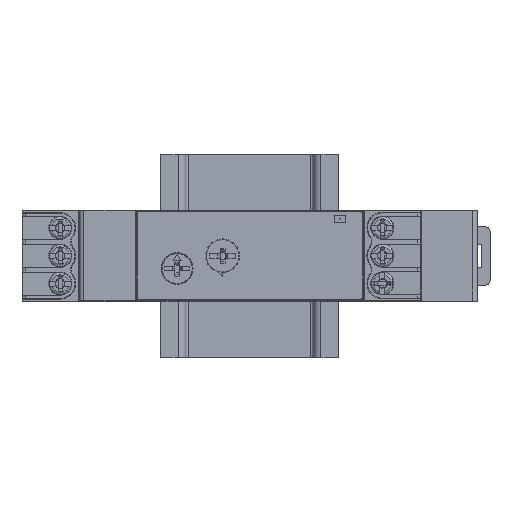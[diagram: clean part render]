
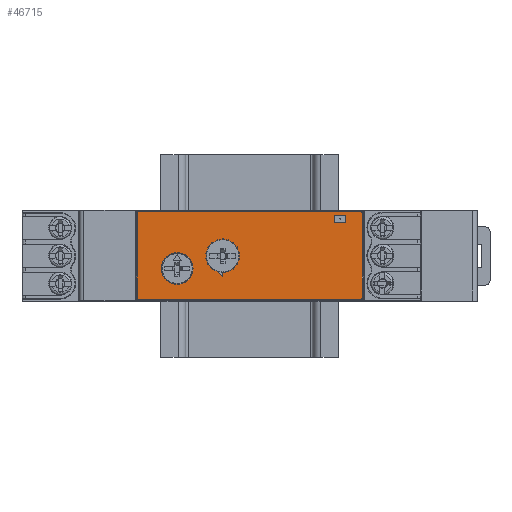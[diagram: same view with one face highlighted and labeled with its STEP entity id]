
A CAD part, top view. The second image highlights one B-rep face of the part: STEP entity #46715.
In plain terms, the highlighted planar face has unit normal (0, 0, 1).
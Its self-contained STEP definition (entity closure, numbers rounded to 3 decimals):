
#793=CIRCLE('',#51140,3.15);
#794=CIRCLE('',#51141,3.06);
#795=CIRCLE('',#51142,2.7);
#796=CIRCLE('',#51143,3.06);
#797=CIRCLE('',#51144,2.7);
#1779=B_SPLINE_CURVE_WITH_KNOTS('',3,(#74001,#74002,#74003,#74004),
 .UNSPECIFIED.,.F.,.F.,(4,4),(0.,1.),.UNSPECIFIED.);
#1780=B_SPLINE_CURVE_WITH_KNOTS('',3,(#74023,#74024,#74025,#74026),
 .UNSPECIFIED.,.F.,.F.,(4,4),(0.,1.),.UNSPECIFIED.);
#1781=B_SPLINE_CURVE_WITH_KNOTS('',3,(#74027,#74028,#74029,#74030),
 .UNSPECIFIED.,.F.,.F.,(4,4),(0.,1.),.UNSPECIFIED.);
#1782=B_SPLINE_CURVE_WITH_KNOTS('',3,(#74031,#74032,#74033,#74034),
 .UNSPECIFIED.,.F.,.F.,(4,4),(0.,1.),.UNSPECIFIED.);
#1783=B_SPLINE_CURVE_WITH_KNOTS('',3,(#74035,#74036,#74037,#74038),
 .UNSPECIFIED.,.F.,.F.,(4,4),(0.,1.),.UNSPECIFIED.);
#3366=PLANE('',#51139);
#6674=LINE('',#73907,#11362);
#6675=LINE('',#73915,#11363);
#6678=LINE('',#73937,#11366);
#6680=LINE('',#73952,#11368);
#6689=LINE('',#73994,#11377);
#6690=LINE('',#73997,#11378);
#6691=LINE('',#73999,#11379);
#6692=LINE('',#74010,#11380);
#6693=LINE('',#74014,#11381);
#6694=LINE('',#74018,#11382);
#6695=LINE('',#74022,#11383);
#11362=VECTOR('',#59204,1000.);
#11363=VECTOR('',#59207,1000.);
#11366=VECTOR('',#59212,1000.);
#11368=VECTOR('',#59216,1000.);
#11377=VECTOR('',#59243,1000.);
#11378=VECTOR('',#59244,1000.);
#11379=VECTOR('',#59245,1000.);
#11380=VECTOR('',#59250,1000.);
#11381=VECTOR('',#59253,1000.);
#11382=VECTOR('',#59256,1000.);
#11383=VECTOR('',#59259,1000.);
#20248=ORIENTED_EDGE('',*,*,#30733,.T.);
#20249=ORIENTED_EDGE('',*,*,#30734,.T.);
#20250=ORIENTED_EDGE('',*,*,#30735,.T.);
#20251=ORIENTED_EDGE('',*,*,#30736,.F.);
#20252=ORIENTED_EDGE('',*,*,#30737,.F.);
#20253=ORIENTED_EDGE('',*,*,#30738,.F.);
#20254=ORIENTED_EDGE('',*,*,#30739,.F.);
#20255=ORIENTED_EDGE('',*,*,#30740,.F.);
#20256=ORIENTED_EDGE('',*,*,#30741,.T.);
#20257=ORIENTED_EDGE('',*,*,#30742,.F.);
#20258=ORIENTED_EDGE('',*,*,#30743,.F.);
#20259=ORIENTED_EDGE('',*,*,#30744,.F.);
#20260=ORIENTED_EDGE('',*,*,#30745,.T.);
#20261=ORIENTED_EDGE('',*,*,#30712,.F.);
#20262=ORIENTED_EDGE('',*,*,#30746,.T.);
#20263=ORIENTED_EDGE('',*,*,#30704,.T.);
#20264=ORIENTED_EDGE('',*,*,#30747,.T.);
#20265=ORIENTED_EDGE('',*,*,#30706,.T.);
#20266=ORIENTED_EDGE('',*,*,#30748,.T.);
#20267=ORIENTED_EDGE('',*,*,#30716,.F.);
#20268=ORIENTED_EDGE('',*,*,#30749,.T.);
#30704=EDGE_CURVE('',#36426,#36429,#6674,.T.);
#30706=EDGE_CURVE('',#36432,#36430,#6675,.T.);
#30712=EDGE_CURVE('',#36437,#36434,#6678,.T.);
#30716=EDGE_CURVE('',#36441,#36438,#6680,.T.);
#30733=EDGE_CURVE('',#36450,#36451,#6689,.T.);
#30734=EDGE_CURVE('',#36451,#36452,#6690,.T.);
#30735=EDGE_CURVE('',#36452,#36453,#6691,.T.);
#30736=EDGE_CURVE('',#36450,#36453,#1779,.F.);
#30737=EDGE_CURVE('',#36454,#36454,#793,.T.);
#30738=EDGE_CURVE('',#36455,#36456,#794,.T.);
#30739=EDGE_CURVE('',#36457,#36455,#6692,.T.);
#30740=EDGE_CURVE('',#36458,#36457,#795,.T.);
#30741=EDGE_CURVE('',#36458,#36459,#6693,.T.);
#30742=EDGE_CURVE('',#36460,#36459,#796,.T.);
#30743=EDGE_CURVE('',#36461,#36460,#6694,.T.);
#30744=EDGE_CURVE('',#36462,#36461,#797,.T.);
#30745=EDGE_CURVE('',#36462,#36456,#6695,.T.);
#30746=EDGE_CURVE('',#36437,#36426,#1780,.T.);
#30747=EDGE_CURVE('',#36429,#36432,#1781,.T.);
#30748=EDGE_CURVE('',#36430,#36438,#1782,.T.);
#30749=EDGE_CURVE('',#36441,#36434,#1783,.T.);
#36426=VERTEX_POINT('',#73898);
#36429=VERTEX_POINT('',#73906);
#36430=VERTEX_POINT('',#73913);
#36432=VERTEX_POINT('',#73916);
#36434=VERTEX_POINT('',#73928);
#36437=VERTEX_POINT('',#73936);
#36438=VERTEX_POINT('',#73943);
#36441=VERTEX_POINT('',#73951);
#36450=VERTEX_POINT('',#73995);
#36451=VERTEX_POINT('',#73996);
#36452=VERTEX_POINT('',#73998);
#36453=VERTEX_POINT('',#74000);
#36454=VERTEX_POINT('',#74006);
#36455=VERTEX_POINT('',#74008);
#36456=VERTEX_POINT('',#74009);
#36457=VERTEX_POINT('',#74011);
#36458=VERTEX_POINT('',#74013);
#36459=VERTEX_POINT('',#74015);
#36460=VERTEX_POINT('',#74017);
#36461=VERTEX_POINT('',#74019);
#36462=VERTEX_POINT('',#74021);
#40308=EDGE_LOOP('',(#20248,#20249,#20250,#20251));
#40309=EDGE_LOOP('',(#20252));
#40310=EDGE_LOOP('',(#20253,#20254,#20255,#20256,#20257,#20258,#20259,#20260));
#40311=EDGE_LOOP('',(#20261,#20262,#20263,#20264,#20265,#20266,#20267,#20268));
#43261=FACE_BOUND('',#40308,.T.);
#43262=FACE_BOUND('',#40309,.T.);
#43263=FACE_BOUND('',#40310,.T.);
#43264=FACE_BOUND('',#40311,.T.);
#46715=ADVANCED_FACE('',(#43261,#43262,#43263,#43264),#3366,.T.);
#51139=AXIS2_PLACEMENT_3D('',#73993,#59241,#59242);
#51140=AXIS2_PLACEMENT_3D('',#74005,#59246,#59247);
#51141=AXIS2_PLACEMENT_3D('',#74007,#59248,#59249);
#51142=AXIS2_PLACEMENT_3D('',#74012,#59251,#59252);
#51143=AXIS2_PLACEMENT_3D('',#74016,#59254,#59255);
#51144=AXIS2_PLACEMENT_3D('',#74020,#59257,#59258);
#59204=DIRECTION('',(0.,1.,0.));
#59207=DIRECTION('',(-1.,0.,0.));
#59212=DIRECTION('',(-1.,0.,0.));
#59216=DIRECTION('',(0.,1.,0.));
#59241=DIRECTION('',(0.,0.,1.));
#59242=DIRECTION('',(1.,0.,0.));
#59243=DIRECTION('',(0.,1.,0.));
#59244=DIRECTION('',(1.,0.,0.));
#59245=DIRECTION('',(0.,-1.,0.));
#59246=DIRECTION('',(0.,0.,1.));
#59247=DIRECTION('',(1.,0.,0.));
#59248=DIRECTION('',(0.,0.,1.));
#59249=DIRECTION('',(1.,0.,0.));
#59250=DIRECTION('',(0.819,-0.574,0.));
#59251=DIRECTION('',(0.,0.,1.));
#59252=DIRECTION('',(1.,0.,0.));
#59253=DIRECTION('',(0.,-1.,0.));
#59254=DIRECTION('',(0.,0.,1.));
#59255=DIRECTION('',(1.,0.,0.));
#59256=DIRECTION('',(0.,-1.,0.));
#59257=DIRECTION('',(0.,0.,1.));
#59258=DIRECTION('',(1.,0.,0.));
#59259=DIRECTION('',(-0.819,-0.574,0.));
#73898=CARTESIAN_POINT('',(20.555,1.731,42.527));
#73906=CARTESIAN_POINT('',(20.555,18.569,42.527));
#73907=CARTESIAN_POINT('',(20.555,19.1,42.527));
#73913=CARTESIAN_POINT('',(-23.634,18.819,42.527));
#73915=CARTESIAN_POINT('',(22.523,18.819,42.527));
#73916=CARTESIAN_POINT('',(20.305,18.819,42.527));
#73928=CARTESIAN_POINT('',(-23.634,1.481,42.527));
#73936=CARTESIAN_POINT('',(20.305,1.481,42.527));
#73937=CARTESIAN_POINT('',(22.523,1.481,42.527));
#73943=CARTESIAN_POINT('',(-23.884,18.569,42.527));
#73951=CARTESIAN_POINT('',(-23.884,1.731,42.527));
#73952=CARTESIAN_POINT('',(-23.884,-0.07,42.527));
#73993=CARTESIAN_POINT('',(22.523,-0.07,42.527));
#73994=CARTESIAN_POINT('',(15.131,-0.07,42.527));
#73995=CARTESIAN_POINT('',(15.131,16.608,42.527));
#73996=CARTESIAN_POINT('',(15.131,18.099,42.527));
#73997=CARTESIAN_POINT('',(22.523,18.099,42.527));
#73998=CARTESIAN_POINT('',(17.234,18.099,42.527));
#73999=CARTESIAN_POINT('',(17.234,-0.07,42.527));
#74000=CARTESIAN_POINT('',(17.234,16.608,42.527));
#74001=CARTESIAN_POINT('',(17.234,16.608,42.527));
#74002=CARTESIAN_POINT('',(16.533,16.608,42.527));
#74003=CARTESIAN_POINT('',(15.832,16.608,42.527));
#74004=CARTESIAN_POINT('',(15.131,16.608,42.527));
#74005=CARTESIAN_POINT('',(-16.009,7.562,42.527));
#74006=CARTESIAN_POINT('',(-12.859,7.562,42.527));
#74007=CARTESIAN_POINT('',(-7.009,10.062,42.527));
#74008=CARTESIAN_POINT('',(-4.932,7.815,42.527));
#74009=CARTESIAN_POINT('',(-9.086,7.815,42.527));
#74010=CARTESIAN_POINT('',(-5.235,8.027,42.527));
#74011=CARTESIAN_POINT('',(-5.235,8.027,42.527));
#74012=CARTESIAN_POINT('',(-7.009,10.062,42.527));
#74013=CARTESIAN_POINT('',(-6.059,7.535,42.527));
#74014=CARTESIAN_POINT('',(-6.059,7.535,42.527));
#74015=CARTESIAN_POINT('',(-6.059,7.154,42.527));
#74016=CARTESIAN_POINT('',(-7.009,10.062,42.527));
#74017=CARTESIAN_POINT('',(-7.959,7.154,42.527));
#74018=CARTESIAN_POINT('',(-7.959,7.154,42.527));
#74019=CARTESIAN_POINT('',(-7.959,7.535,42.527));
#74020=CARTESIAN_POINT('',(-7.009,10.062,42.527));
#74021=CARTESIAN_POINT('',(-8.783,8.027,42.527));
#74022=CARTESIAN_POINT('',(-8.783,8.027,42.527));
#74023=CARTESIAN_POINT('',(20.305,1.481,42.527));
#74024=CARTESIAN_POINT('',(20.436,1.481,42.527));
#74025=CARTESIAN_POINT('',(20.555,1.597,42.527));
#74026=CARTESIAN_POINT('',(20.555,1.731,42.527));
#74027=CARTESIAN_POINT('',(20.555,18.569,42.527));
#74028=CARTESIAN_POINT('',(20.555,18.701,42.527));
#74029=CARTESIAN_POINT('',(20.438,18.819,42.527));
#74030=CARTESIAN_POINT('',(20.305,18.819,42.527));
#74031=CARTESIAN_POINT('',(-23.634,18.819,42.527));
#74032=CARTESIAN_POINT('',(-23.766,18.819,42.527));
#74033=CARTESIAN_POINT('',(-23.884,18.703,42.527));
#74034=CARTESIAN_POINT('',(-23.884,18.569,42.527));
#74035=CARTESIAN_POINT('',(-23.884,1.731,42.527));
#74036=CARTESIAN_POINT('',(-23.884,1.599,42.527));
#74037=CARTESIAN_POINT('',(-23.768,1.481,42.527));
#74038=CARTESIAN_POINT('',(-23.634,1.481,42.527));
